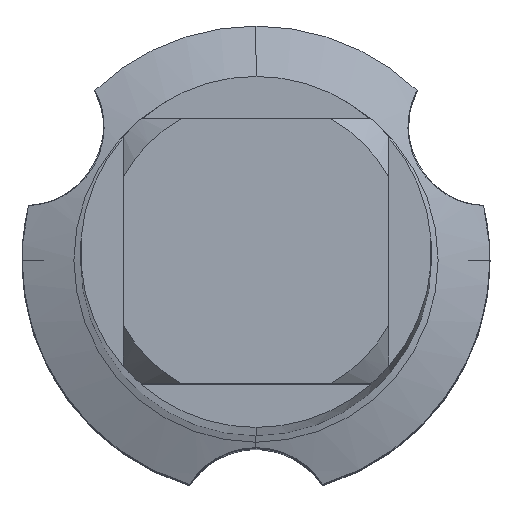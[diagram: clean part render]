
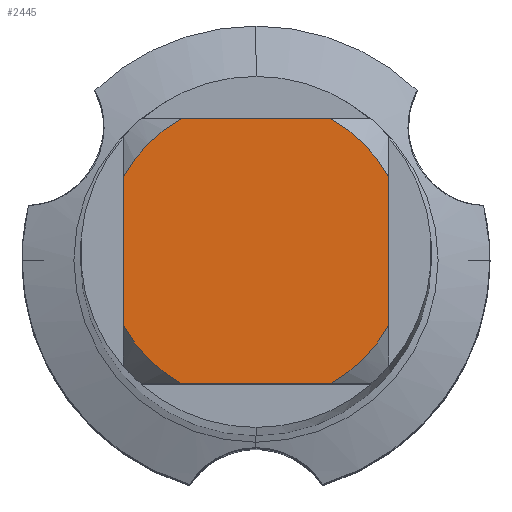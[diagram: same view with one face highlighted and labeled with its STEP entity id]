
A CAD part, top view. The second image highlights one B-rep face of the part: STEP entity #2445.
In plain terms, the highlighted planar face has unit normal (0, 0, 1).
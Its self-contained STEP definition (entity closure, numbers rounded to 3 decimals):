
#2389=EDGE_CURVE('',#4913,#4287,#7022,.T.);
#2445=ADVANCED_FACE('',(#7082),#7083,.T.);
#2871=EDGE_CURVE('',#6035,#4287,#7554,.T.);
#3409=VERTEX_POINT('',#8145);
#3413=EDGE_CURVE('',#3723,#5691,#8149,.T.);
#3723=VERTEX_POINT('',#8486);
#4033=EDGE_CURVE('',#4913,#6573,#8823,.T.);
#4139=EDGE_CURVE('',#3409,#6573,#8939,.T.);
#4287=VERTEX_POINT('',#9098);
#4913=VERTEX_POINT('',#9782);
#5099=VERTEX_POINT('',#9980);
#5113=EDGE_CURVE('',#3409,#5099,#9998,.T.);
#5691=VERTEX_POINT('',#10614);
#6035=VERTEX_POINT('',#10983);
#6165=EDGE_CURVE('',#6035,#5691,#11130,.T.);
#6573=VERTEX_POINT('',#11579);
#6643=EDGE_CURVE('',#3723,#5099,#11657,.T.);
#7022=LINE('',#12106,#12107);
#7082=FACE_OUTER_BOUND('',#12215,.T.);
#7083=PLANE('',#12216);
#7554=CIRCLE('',#13092,1.95);
#8145=CARTESIAN_POINT('',(0.955,1.7,0.0));
#8149=CIRCLE('',#14216,1.95);
#8486=CARTESIAN_POINT('',(1.7,-0.955,0.0));
#8823=CIRCLE('',#15500,1.95);
#8939=LINE('',#15692,#15693);
#9098=CARTESIAN_POINT('',(-1.7,-0.955,0.0));
#9782=CARTESIAN_POINT('',(-1.7,0.955,0.0));
#9980=CARTESIAN_POINT('',(1.7,0.955,0.0));
#9998=CIRCLE('',#17542,1.95);
#10614=CARTESIAN_POINT('',(0.955,-1.7,0.0));
#10983=CARTESIAN_POINT('',(-0.955,-1.7,0.0));
#11130=LINE('',#19524,#19525);
#11579=CARTESIAN_POINT('',(-0.955,1.7,0.0));
#11657=LINE('',#20402,#20403);
#12106=CARTESIAN_POINT('',(-1.7,0.488,0.0));
#12107=VECTOR('',#21041,1.0);
#12215=EDGE_LOOP('',(#21098,#21099,#21100,#21101,#21102,#21103,#21104,#21105));
#12216=AXIS2_PLACEMENT_3D('',#21106,#21107,#21108);
#13092=AXIS2_PLACEMENT_3D('',#21618,#21619,#21620);
#14216=AXIS2_PLACEMENT_3D('',#22433,#22434,#22435);
#15500=AXIS2_PLACEMENT_3D('',#23132,#23133,#23134);
#15692=CARTESIAN_POINT('',(0.0,1.7,0.0));
#15693=VECTOR('',#23266,1.0);
#17542=AXIS2_PLACEMENT_3D('',#24371,#24372,#24373);
#19524=CARTESIAN_POINT('',(0.0,-1.7,0.0));
#19525=VECTOR('',#25769,1.0);
#20402=CARTESIAN_POINT('',(1.7,0.488,0.0));
#20403=VECTOR('',#26369,1.0);
#21041=DIRECTION('',(-0.0,-1.0,0.0));
#21098=ORIENTED_EDGE('',*,*,#2389,.T.);
#21099=ORIENTED_EDGE('',*,*,#2871,.F.);
#21100=ORIENTED_EDGE('',*,*,#6165,.T.);
#21101=ORIENTED_EDGE('',*,*,#3413,.F.);
#21102=ORIENTED_EDGE('',*,*,#6643,.T.);
#21103=ORIENTED_EDGE('',*,*,#5113,.F.);
#21104=ORIENTED_EDGE('',*,*,#4139,.T.);
#21105=ORIENTED_EDGE('',*,*,#4033,.F.);
#21106=CARTESIAN_POINT('',(0.0,0.975,0.0));
#21107=DIRECTION('',(-0.0,0.0,1.0));
#21108=DIRECTION('',(0.0,-1.0,0.0));
#21618=CARTESIAN_POINT('',(0.0,0.0,0.0));
#21619=DIRECTION('',(0.0,0.0,-1.0));
#21620=DIRECTION('',(0.0,1.0,0.0));
#22433=CARTESIAN_POINT('',(0.0,0.0,0.0));
#22434=DIRECTION('',(0.0,0.0,-1.0));
#22435=DIRECTION('',(0.0,1.0,0.0));
#23132=CARTESIAN_POINT('',(0.0,0.0,0.0));
#23133=DIRECTION('',(0.0,0.0,-1.0));
#23134=DIRECTION('',(0.0,1.0,0.0));
#23266=DIRECTION('',(-1.0,0.0,0.0));
#24371=CARTESIAN_POINT('',(0.0,0.0,0.0));
#24372=DIRECTION('',(0.0,0.0,-1.0));
#24373=DIRECTION('',(0.0,1.0,0.0));
#25769=DIRECTION('',(1.0,0.0,0.0));
#26369=DIRECTION('',(-0.0,1.0,0.0));
